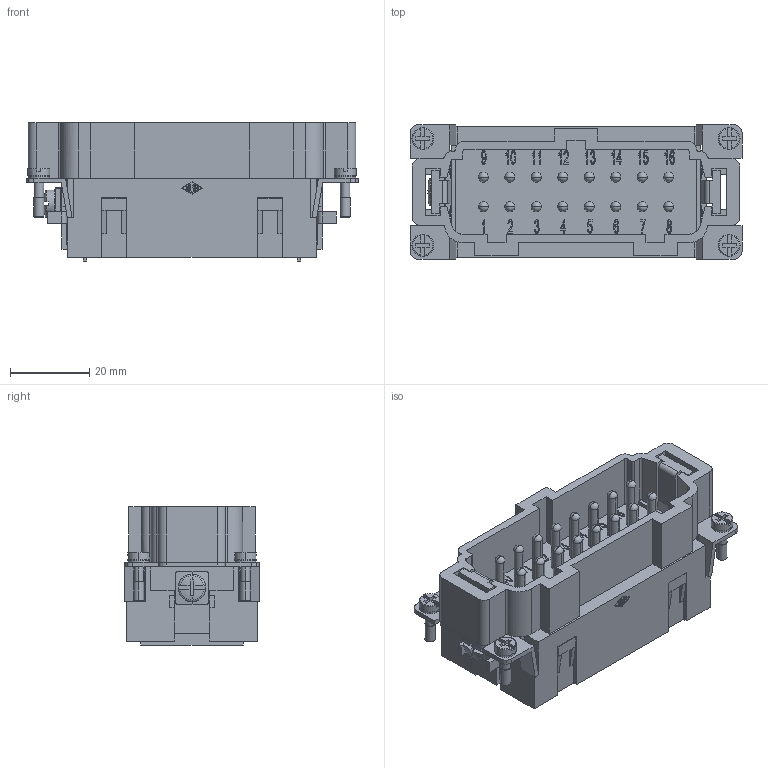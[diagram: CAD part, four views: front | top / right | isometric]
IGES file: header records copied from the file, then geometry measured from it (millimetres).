
Global section: file name: No Iges File Name specified; native system: AutoDesk Inventor R6.1; preprocessor: AutoDesk Inventor Iges Exporter R6.1; author: No Author specified; organization: No Organization specified; date: 20061102.100000; units: millimetre
Bounding box: 84 x 34 x 35 mm (x, y, z)
Volume: 47983.5 mm3; surface area: 24909.8 mm2
Topology: 1 solids, 1 shells, 1537 faces, 4145 edges, 2684 vertices
Faces by surface type: bspline 647, plane 646, cylinder 114, revolution 42, cone 40, sphere 34, torus 14
